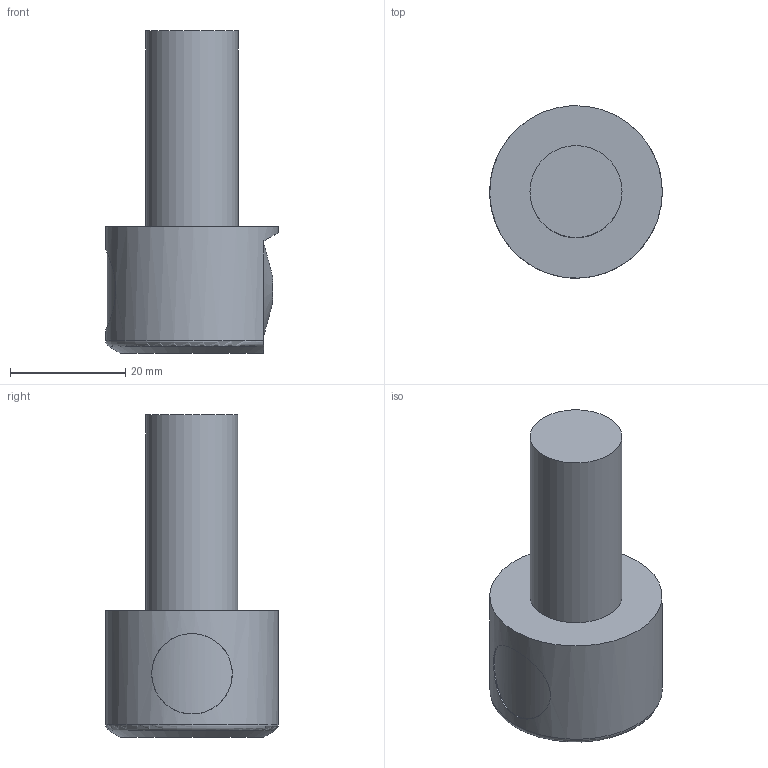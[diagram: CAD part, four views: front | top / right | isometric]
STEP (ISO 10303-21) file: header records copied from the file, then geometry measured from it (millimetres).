
FILE_DESCRIPTION((''),'1');
FILE_NAME('EWN04-15ST16.stp','2022-09-26T07:53:16',(''),(''),'Spatial Interop R21 SP3','Kubotek KeyCreator 2011 V10.0.2 (22737)',' ');
FILE_SCHEMA(('automotive_design'));
Length unit declared in the file: millimetre
Products named in the file (1): 240[2]
Bounding box: 30 x 29.99 x 56 mm (x, y, z)
Volume: 21778.4 mm3; surface area: 5081.7 mm2
Topology: 1 solids, 1 shells, 13 faces, 26 edges, 18 vertices
Faces by surface type: plane 6, cylinder 4, cone 2, torus 1
Full cylindrical faces by diameter (mm): 14 x1, 16 x1, 30 x1
Entity records: 825 total; most frequent: CARTESIAN_POINT 239, PRESENTATION_STYLE_ASSIGNMENT 61, COLOUR_RGB 61, STYLED_ITEM 47, DIRECTION 47, ORIENTED_EDGE 40, CURVE_STYLE 34, DRAUGHTING_PRE_DEFINED_CURVE_FONT 34
